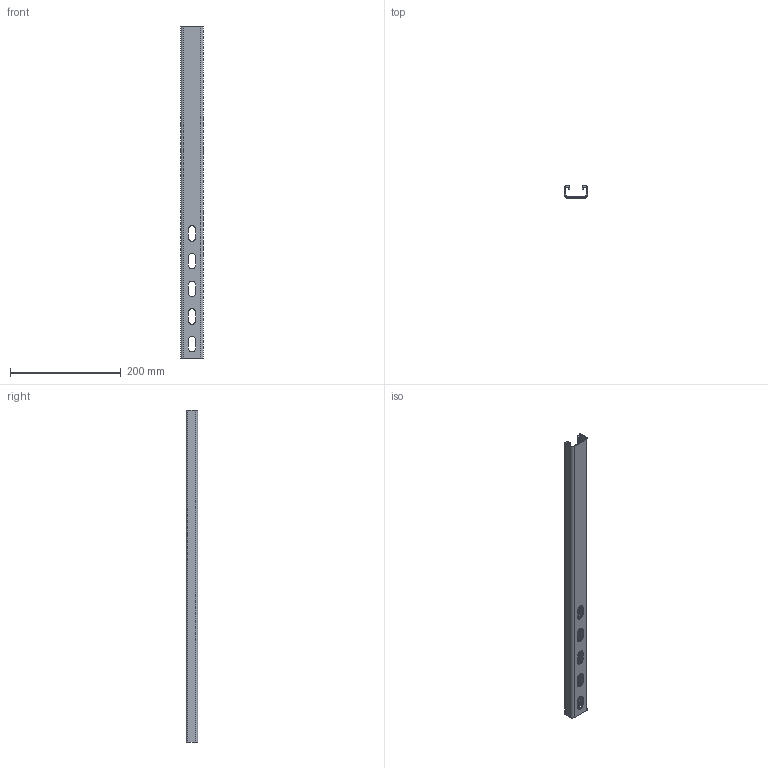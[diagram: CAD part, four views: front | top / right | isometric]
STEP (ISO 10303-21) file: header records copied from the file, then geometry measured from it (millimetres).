
FILE_DESCRIPTION (( 'STEP AP214' ), '1' );
FILE_NAME ('1122956.STEP', '2026-02-05T12:52:21', ( '' ), ( '' ), 'SwSTEP 2.0', 'SolidWorks 2024', '' );
FILE_SCHEMA (( 'AUTOMOTIVE_DESIGN' ));
Length unit declared in the file: millimetre
Products named in the file (1): 1122956
Bounding box: 41 x 21 x 600 mm (x, y, z)
Volume: 112172 mm3; surface area: 115752.8 mm2
Topology: 1 solids, 1 shells, 433 faces, 1020 edges, 664 vertices
Faces by surface type: plane 220, cylinder 213
Entity records: 12559 total; most frequent: DIRECTION 2314, CARTESIAN_POINT 2118, ORIENTED_EDGE 2040, EDGE_CURVE 1020, AXIS2_PLACEMENT_3D 860, VERTEX_POINT 664, LINE 594, VECTOR 594
